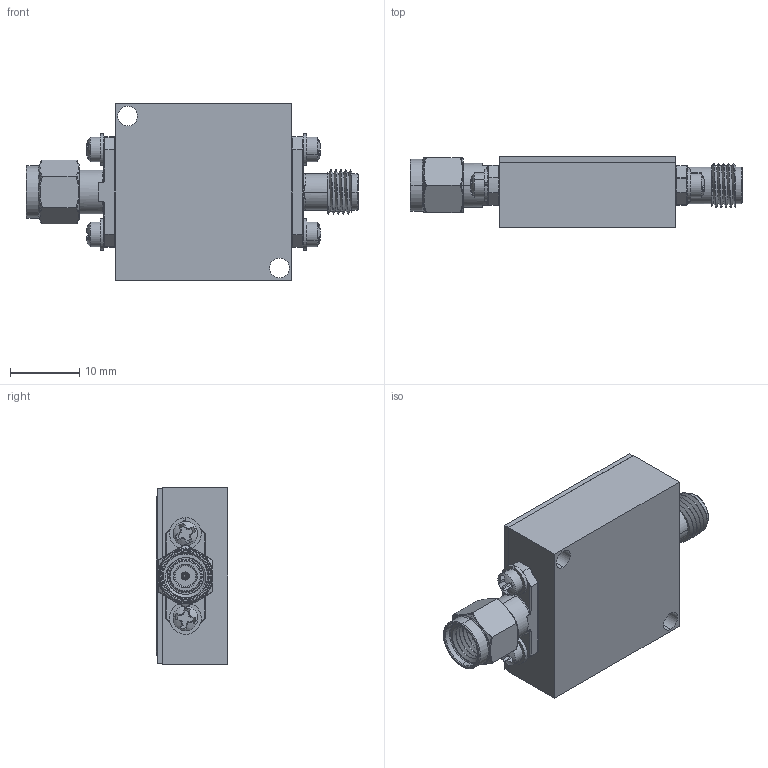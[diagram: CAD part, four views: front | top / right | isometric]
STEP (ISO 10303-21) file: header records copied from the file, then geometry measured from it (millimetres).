
FILE_DESCRIPTION (( 'STEP AP214' ), '1' );
FILE_NAME ('3D MODEL.STEP', '2024-09-24T15:36:29', ( '' ), ( '' ), 'SwSTEP 2.0', 'SolidWorks 2024', '' );
FILE_SCHEMA (( 'AUTOMOTIVE_DESIGN' ));
Length unit declared in the file: inch
Products named in the file (1): 3D MODEL
Bounding box: 47.78 x 10.29 x 25.4 mm (x, y, z)
Volume: 7047.5 mm3; surface area: 7767.4 mm2
Topology: 56 solids, 56 shells, 1949 faces, 5837 edges, 4140 vertices
Faces by surface type: plane 1020, cylinder 401, cone 196, bspline 148, torus 132, sphere 52
Entity records: 79429 total; most frequent: CARTESIAN_POINT 27237, ORIENTED_EDGE 11434, DIRECTION 9615, EDGE_CURVE 5717, VERTEX_POINT 4132, AXIS2_PLACEMENT_3D 3216, LINE 3183, VECTOR 3183
